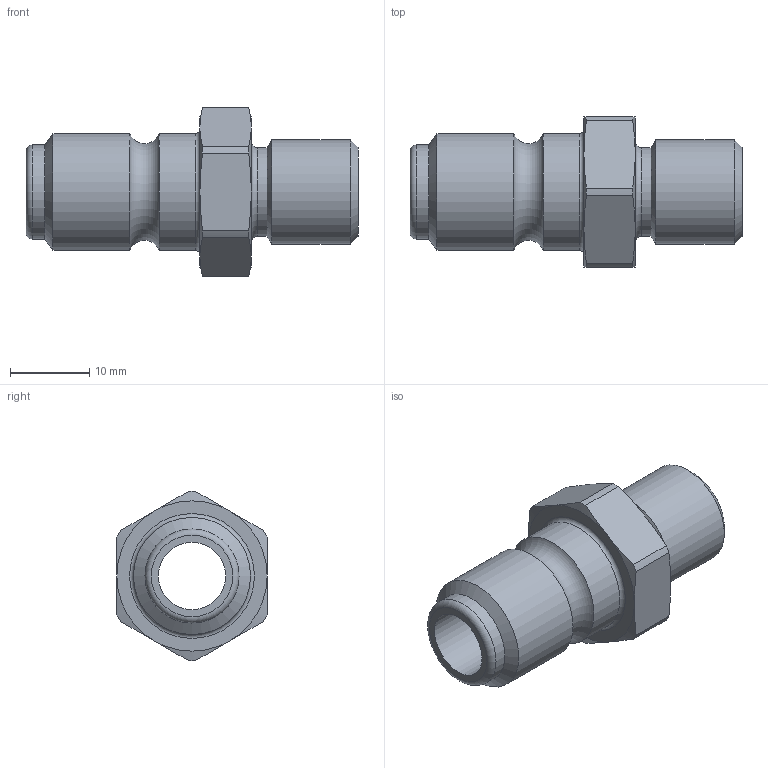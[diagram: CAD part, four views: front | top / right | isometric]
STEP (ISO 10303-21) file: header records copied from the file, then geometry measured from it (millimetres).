
FILE_DESCRIPTION((''),'2;1');
FILE_NAME('45sfaw13sxn.stp','2013-09-12T12:44:00',('IA176480'),(''),'Autodesk Inventor 2013','Autodesk Inventor 2013','');
FILE_SCHEMA(('AUTOMOTIVE_DESIGN { 1 0 10303 214 1 1 1 1 }'));
Length unit declared in the file: millimetre
Products named in the file (1): D107779
Bounding box: 42 x 19 x 21.4 mm (x, y, z)
Volume: 4816 mm3; surface area: 3566.5 mm2
Topology: 1 solids, 1 shells, 42 faces, 93 edges, 55 vertices
Faces by surface type: cone 16, cylinder 12, plane 10, torus 4
Full cylindrical faces by diameter (mm): 8.5 x1, 11.2 x1, 11.9 x1, 13.157 x1, 14.8 x2
Entity records: 1068 total; most frequent: CARTESIAN_POINT 221, DIRECTION 180, ORIENTED_EDGE 154, AXIS2_PLACEMENT_3D 84, EDGE_CURVE 77, EDGE_LOOP 60, VERTEX_POINT 53, FACE_OUTER_BOUND 42
